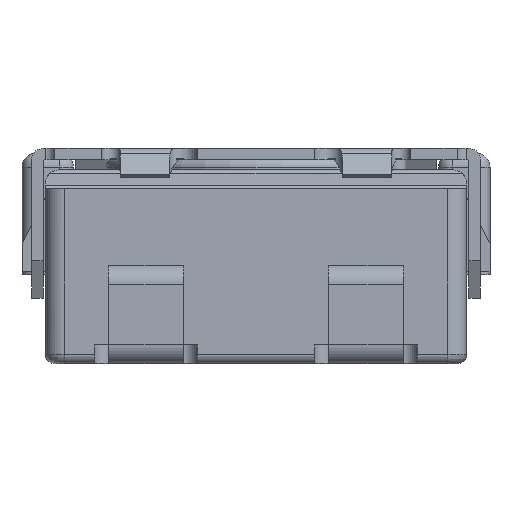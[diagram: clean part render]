
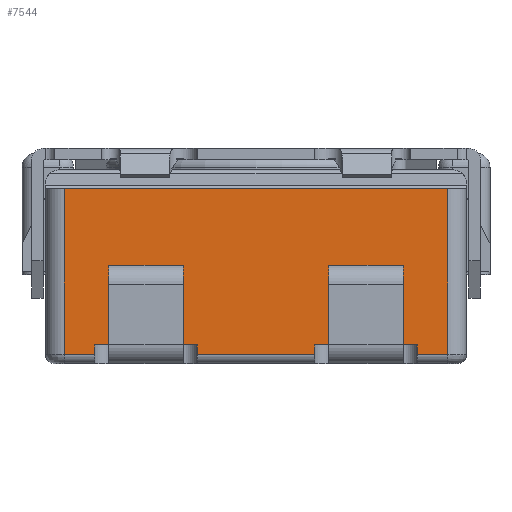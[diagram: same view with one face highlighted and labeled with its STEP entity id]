
A CAD part, front view. The second image highlights one B-rep face of the part: STEP entity #7544.
In plain terms, the highlighted planar face has unit normal (0, -1, 0).
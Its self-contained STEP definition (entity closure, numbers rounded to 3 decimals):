
#3867 = VERTEX_POINT('',#3868);
#3868 = CARTESIAN_POINT('',(2.05,-4.15,1.87));
#3877 = EDGE_CURVE('',#3867,#3878,#3880,.T.);
#3878 = VERTEX_POINT('',#3879);
#3879 = CARTESIAN_POINT('',(2.05,-4.15,0.1));
#3880 = LINE('',#3881,#3882);
#3881 = CARTESIAN_POINT('',(2.05,-4.15,2.07));
#3882 = VECTOR('',#3883,1.);
#3883 = DIRECTION('',(0.,0.,-1.));
#3963 = VERTEX_POINT('',#3964);
#3964 = CARTESIAN_POINT('',(-2.05,-4.15,1.87));
#3981 = VERTEX_POINT('',#3982);
#3982 = CARTESIAN_POINT('',(-2.05,-4.15,0.1));
#3989 = EDGE_CURVE('',#3963,#3981,#3990,.T.);
#3990 = LINE('',#3991,#3992);
#3991 = CARTESIAN_POINT('',(-2.05,-4.15,2.07));
#3992 = VECTOR('',#3993,1.);
#3993 = DIRECTION('',(0.,0.,-1.));
#4253 = EDGE_CURVE('',#3867,#3963,#4254,.T.);
#4254 = LINE('',#4255,#4256);
#4255 = CARTESIAN_POINT('',(2.7,-4.15,1.87));
#4256 = VECTOR('',#4257,1.);
#4257 = DIRECTION('',(-1.,0.,0.));
#4500 = VERTEX_POINT('',#4501);
#4501 = CARTESIAN_POINT('',(-1.725,-4.15,0.1));
#4518 = VERTEX_POINT('',#4519);
#4519 = CARTESIAN_POINT('',(-1.725,-4.15,0.2));
#4525 = EDGE_CURVE('',#4518,#4500,#4526,.T.);
#4526 = LINE('',#4527,#4528);
#4527 = CARTESIAN_POINT('',(-1.725,-4.15,0.2));
#4528 = VECTOR('',#4529,1.);
#4529 = DIRECTION('',(0.,0.,-1.));
#4540 = VERTEX_POINT('',#4541);
#4541 = CARTESIAN_POINT('',(-0.625,-4.15,0.1));
#4548 = EDGE_CURVE('',#4549,#4540,#4551,.T.);
#4549 = VERTEX_POINT('',#4550);
#4550 = CARTESIAN_POINT('',(-0.625,-4.15,0.2));
#4551 = LINE('',#4552,#4553);
#4552 = CARTESIAN_POINT('',(-0.625,-4.15,0.2));
#4553 = VECTOR('',#4554,1.);
#4554 = DIRECTION('',(0.,0.,-1.));
#4608 = VERTEX_POINT('',#4609);
#4609 = CARTESIAN_POINT('',(1.725,-4.15,0.2));
#4615 = EDGE_CURVE('',#4616,#4608,#4618,.T.);
#4616 = VERTEX_POINT('',#4617);
#4617 = CARTESIAN_POINT('',(0.625,-4.15,0.2));
#4618 = LINE('',#4619,#4620);
#4619 = CARTESIAN_POINT('',(0.625,-4.15,0.2));
#4620 = VECTOR('',#4621,1.);
#4621 = DIRECTION('',(1.,0.,0.));
#4702 = VERTEX_POINT('',#4703);
#4703 = CARTESIAN_POINT('',(1.725,-4.15,0.1));
#4710 = EDGE_CURVE('',#4608,#4702,#4711,.T.);
#4711 = LINE('',#4712,#4713);
#4712 = CARTESIAN_POINT('',(1.725,-4.15,0.2));
#4713 = VECTOR('',#4714,1.);
#4714 = DIRECTION('',(0.,0.,-1.));
#4728 = VERTEX_POINT('',#4729);
#4729 = CARTESIAN_POINT('',(0.625,-4.15,0.1));
#4744 = EDGE_CURVE('',#4616,#4728,#4745,.T.);
#4745 = LINE('',#4746,#4747);
#4746 = CARTESIAN_POINT('',(0.625,-4.15,0.2));
#4747 = VECTOR('',#4748,1.);
#4748 = DIRECTION('',(0.,0.,-1.));
#7500 = EDGE_CURVE('',#3878,#4702,#7501,.T.);
#7501 = LINE('',#7502,#7503);
#7502 = CARTESIAN_POINT('',(2.5,-4.15,0.1));
#7503 = VECTOR('',#7504,1.);
#7504 = DIRECTION('',(-1.,0.,0.));
#7517 = EDGE_CURVE('',#4728,#4540,#7518,.T.);
#7518 = LINE('',#7519,#7520);
#7519 = CARTESIAN_POINT('',(2.5,-4.15,0.1));
#7520 = VECTOR('',#7521,1.);
#7521 = DIRECTION('',(-1.,0.,0.));
#7532 = EDGE_CURVE('',#4500,#3981,#7533,.T.);
#7533 = LINE('',#7534,#7535);
#7534 = CARTESIAN_POINT('',(2.5,-4.15,0.1));
#7535 = VECTOR('',#7536,1.);
#7536 = DIRECTION('',(-1.,0.,0.));
#7544 = ADVANCED_FACE('',(#7545),#7564,.F.);
#7545 = FACE_BOUND('',#7546,.T.);
#7546 = EDGE_LOOP('',(#7547,#7548,#7554,#7555,#7556,#7557,#7558,#7559,
    #7560,#7561,#7562,#7563));
#7547 = ORIENTED_EDGE('',*,*,#4525,.F.);
#7548 = ORIENTED_EDGE('',*,*,#7549,.T.);
#7549 = EDGE_CURVE('',#4518,#4549,#7550,.T.);
#7550 = LINE('',#7551,#7552);
#7551 = CARTESIAN_POINT('',(-1.725,-4.15,0.2));
#7552 = VECTOR('',#7553,1.);
#7553 = DIRECTION('',(1.,0.,0.));
#7554 = ORIENTED_EDGE('',*,*,#4548,.T.);
#7555 = ORIENTED_EDGE('',*,*,#7517,.F.);
#7556 = ORIENTED_EDGE('',*,*,#4744,.F.);
#7557 = ORIENTED_EDGE('',*,*,#4615,.T.);
#7558 = ORIENTED_EDGE('',*,*,#4710,.T.);
#7559 = ORIENTED_EDGE('',*,*,#7500,.F.);
#7560 = ORIENTED_EDGE('',*,*,#3877,.F.);
#7561 = ORIENTED_EDGE('',*,*,#4253,.T.);
#7562 = ORIENTED_EDGE('',*,*,#3989,.T.);
#7563 = ORIENTED_EDGE('',*,*,#7532,.F.);
#7564 = PLANE('',#7565);
#7565 = AXIS2_PLACEMENT_3D('',#7566,#7567,#7568);
#7566 = CARTESIAN_POINT('',(-2.05,-4.15,2.07));
#7567 = DIRECTION('',(0.,1.,0.));
#7568 = DIRECTION('',(0.,0.,1.));
